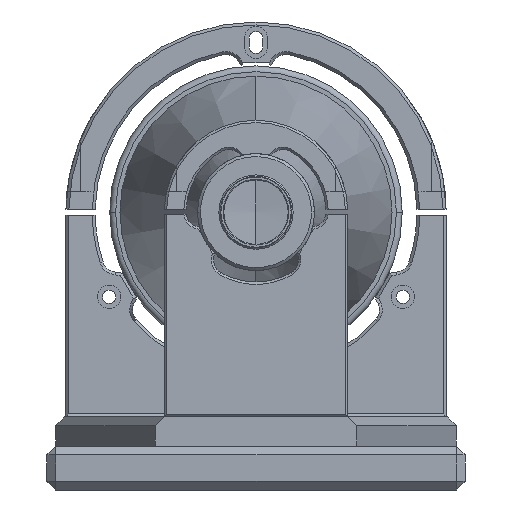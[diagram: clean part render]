
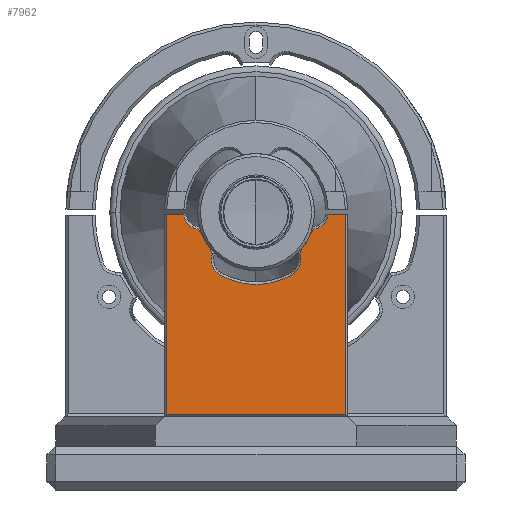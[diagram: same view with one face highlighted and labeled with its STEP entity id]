
A CAD part, left-side view. The second image highlights one B-rep face of the part: STEP entity #7962.
In plain terms, the highlighted planar face has unit normal (-1, 0, 0).
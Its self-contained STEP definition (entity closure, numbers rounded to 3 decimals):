
#155 = DIRECTION ( 'NONE',  ( 0., -1., 0. ) ) ;
#291 = EDGE_CURVE ( 'NONE', #7609, #26908, #32751, .T. ) ;
#392 = EDGE_CURVE ( 'NONE', #26908, #11609, #18868, .T. ) ;
#435 = FACE_OUTER_BOUND ( 'NONE', #35548, .T. ) ;
#506 = EDGE_CURVE ( 'NONE', #19402, #14810, #14088, .T. ) ;
#559 = EDGE_CURVE ( 'NONE', #14810, #15162, #7004, .T. ) ;
#619 = VECTOR ( 'NONE', #9621, 1000. ) ;
#634 = CARTESIAN_POINT ( 'NONE',  ( -388.5, 65.904, 94.25 ) ) ;
#717 = EDGE_CURVE ( 'NONE', #15162, #32102, #14936, .T. ) ;
#757 = EDGE_CURVE ( 'NONE', #6608, #11041, #1077, .T. ) ;
#917 = EDGE_CURVE ( 'NONE', #32102, #6608, #26330, .T. ) ;
#1077 = CIRCLE ( 'NONE', #12288, 5.8 ) ;
#1252 = ORIENTED_EDGE ( 'NONE', *, *, #15045, .T. ) ;
#1346 = CIRCLE ( 'NONE', #16136, 5.8 ) ;
#1914 = LINE ( 'NONE', #26218, #30474 ) ;
#2081 = EDGE_CURVE ( 'NONE', #26337, #11041, #29931, .T. ) ;
#2144 = EDGE_CURVE ( 'NONE', #26337, #15893, #13095, .T. ) ;
#2185 = EDGE_CURVE ( 'NONE', #7609, #29830, #1914, .T. ) ;
#2419 = ORIENTED_EDGE ( 'NONE', *, *, #24135, .T. ) ;
#2875 = CARTESIAN_POINT ( 'NONE',  ( -388.5, 24.663, 94.25 ) ) ;
#3224 = VECTOR ( 'NONE', #29631, 1000. ) ;
#3787 = CARTESIAN_POINT ( 'NONE',  ( -388.5, -30.6, 95. ) ) ;
#4009 = VECTOR ( 'NONE', #155, 1000. ) ;
#4642 = ORIENTED_EDGE ( 'NONE', *, *, #291, .T. ) ;
#5107 = VECTOR ( 'NONE', #8144, 1000. ) ;
#6036 = ORIENTED_EDGE ( 'NONE', *, *, #917, .T. ) ;
#6608 = VERTEX_POINT ( 'NONE', #32849 ) ;
#7004 = CIRCLE ( 'NONE', #12829, 24.7 ) ;
#7609 = VERTEX_POINT ( 'NONE', #18460 ) ;
#7962 = ADVANCED_FACE ( 'NONE', ( #435 ), #12378, .T. ) ;
#8144 = DIRECTION ( 'NONE',  ( 0., 0.5, 0.866 ) ) ;
#8181 = CARTESIAN_POINT ( 'NONE',  ( -388.5, 17.234, 85.05 ) ) ;
#8225 = CARTESIAN_POINT ( 'NONE',  ( -388.5, -17.234, 85.05 ) ) ;
#8283 = DIRECTION ( 'NONE',  ( 0., 0.5, -0.866 ) ) ;
#8721 = EDGE_CURVE ( 'NONE', #34191, #29830, #30122, .T. ) ;
#9621 = DIRECTION ( 'NONE',  ( 0., 0., 1. ) ) ;
#10032 = DIRECTION ( 'NONE',  ( 1., 0., 0. ) ) ;
#10605 = CARTESIAN_POINT ( 'NONE',  ( -388.5, -19.598, 89.144 ) ) ;
#10961 = ORIENTED_EDGE ( 'NONE', *, *, #506, .T. ) ;
#11041 = VERTEX_POINT ( 'NONE', #2875 ) ;
#11414 = CARTESIAN_POINT ( 'NONE',  ( -388.5, 14.87, 80.956 ) ) ;
#11489 = VECTOR ( 'NONE', #8283, 1000. ) ;
#11609 = VERTEX_POINT ( 'NONE', #32639 ) ;
#11890 = DIRECTION ( 'NONE',  ( 0., -1., 0. ) ) ;
#11962 = DIRECTION ( 'NONE',  ( -1., 0., 0. ) ) ;
#12004 = CARTESIAN_POINT ( 'NONE',  ( -388.5, 0., 95. ) ) ;
#12288 = AXIS2_PLACEMENT_3D ( 'NONE', #19217, #19146, #19063 ) ;
#12378 = PLANE ( 'NONE',  #19677 ) ;
#12553 = AXIS2_PLACEMENT_3D ( 'NONE', #22843, #22677, #22559 ) ;
#12829 = AXIS2_PLACEMENT_3D ( 'NONE', #26917, #17474, #26800 ) ;
#13095 = LINE ( 'NONE', #31360, #19561 ) ;
#13159 = AXIS2_PLACEMENT_3D ( 'NONE', #29824, #29707, #29602 ) ;
#13568 = ORIENTED_EDGE ( 'NONE', *, *, #757, .T. ) ;
#13960 = AXIS2_PLACEMENT_3D ( 'NONE', #22911, #22798, #23728 ) ;
#14088 = CIRCLE ( 'NONE', #13159, 5.8 ) ;
#14472 = ORIENTED_EDGE ( 'NONE', *, *, #2081, .F. ) ;
#14810 = VERTEX_POINT ( 'NONE', #31521 ) ;
#14936 = CIRCLE ( 'NONE', #12553, 5.8 ) ;
#15045 = EDGE_CURVE ( 'NONE', #15893, #34191, #25446, .T. ) ;
#15162 = VERTEX_POINT ( 'NONE', #22458 ) ;
#15893 = VERTEX_POINT ( 'NONE', #32558 ) ;
#16136 = AXIS2_PLACEMENT_3D ( 'NONE', #26412, #10032, #29108 ) ;
#17230 = ORIENTED_EDGE ( 'NONE', *, *, #8721, .T. ) ;
#17474 = DIRECTION ( 'NONE',  ( 1., 0., 0. ) ) ;
#18312 = ORIENTED_EDGE ( 'NONE', *, *, #559, .T. ) ;
#18460 = CARTESIAN_POINT ( 'NONE',  ( -388.5, -24.663, 94.25 ) ) ;
#18868 = LINE ( 'NONE', #8225, #11489 ) ;
#19063 = DIRECTION ( 'NONE',  ( 0., -1., 0. ) ) ;
#19146 = DIRECTION ( 'NONE',  ( 1., 0., 0. ) ) ;
#19217 = CARTESIAN_POINT ( 'NONE',  ( -388.5, 18.9, 94.902 ) ) ;
#19402 = VERTEX_POINT ( 'NONE', #25240 ) ;
#19561 = VECTOR ( 'NONE', #28772, 1000. ) ;
#19677 = AXIS2_PLACEMENT_3D ( 'NONE', #12004, #11962, #11890 ) ;
#21607 = CARTESIAN_POINT ( 'NONE',  ( -388.5, 0., 25.8 ) ) ;
#22458 = CARTESIAN_POINT ( 'NONE',  ( -388.5, 12.461, 73.673 ) ) ;
#22559 = DIRECTION ( 'NONE',  ( 0., -1., 0. ) ) ;
#22677 = DIRECTION ( 'NONE',  ( 1., 0., 0. ) ) ;
#22714 = ORIENTED_EDGE ( 'NONE', *, *, #2144, .T. ) ;
#22798 = DIRECTION ( 'NONE',  ( 1., 0., 0. ) ) ;
#22843 = CARTESIAN_POINT ( 'NONE',  ( -388.5, 9.535, 78.681 ) ) ;
#22911 = CARTESIAN_POINT ( 'NONE',  ( -388.5, -18.9, 94.902 ) ) ;
#23728 = DIRECTION ( 'NONE',  ( 0., -1., 0. ) ) ;
#24045 = CARTESIAN_POINT ( 'NONE',  ( -388.5, 30.6, 94.25 ) ) ;
#24135 = EDGE_CURVE ( 'NONE', #11609, #19402, #1346, .T. ) ;
#25240 = CARTESIAN_POINT ( 'NONE',  ( -388.5, -15.335, 78.681 ) ) ;
#25446 = LINE ( 'NONE', #21607, #3224 ) ;
#25553 = DIRECTION ( 'NONE',  ( 0., -1., 0. ) ) ;
#26218 = CARTESIAN_POINT ( 'NONE',  ( -388.5, 65.904, 94.25 ) ) ;
#26330 = LINE ( 'NONE', #8181, #5107 ) ;
#26337 = VERTEX_POINT ( 'NONE', #24045 ) ;
#26349 = ORIENTED_EDGE ( 'NONE', *, *, #717, .T. ) ;
#26412 = CARTESIAN_POINT ( 'NONE',  ( -388.5, -9.535, 78.681 ) ) ;
#26800 = DIRECTION ( 'NONE',  ( 0., -1., 0. ) ) ;
#26908 = VERTEX_POINT ( 'NONE', #10605 ) ;
#26917 = CARTESIAN_POINT ( 'NONE',  ( -388.5, 0., 95. ) ) ;
#28772 = DIRECTION ( 'NONE',  ( 0., 0., -1. ) ) ;
#29108 = DIRECTION ( 'NONE',  ( 0., -1., 0. ) ) ;
#29602 = DIRECTION ( 'NONE',  ( 0., -1., 0. ) ) ;
#29631 = DIRECTION ( 'NONE',  ( 0., -1., 0. ) ) ;
#29707 = DIRECTION ( 'NONE',  ( 1., 0., 0. ) ) ;
#29824 = CARTESIAN_POINT ( 'NONE',  ( -388.5, -9.535, 78.681 ) ) ;
#29830 = VERTEX_POINT ( 'NONE', #34002 ) ;
#29931 = LINE ( 'NONE', #634, #4009 ) ;
#30117 = ORIENTED_EDGE ( 'NONE', *, *, #392, .T. ) ;
#30122 = LINE ( 'NONE', #3787, #619 ) ;
#30474 = VECTOR ( 'NONE', #25553, 1000. ) ;
#31360 = CARTESIAN_POINT ( 'NONE',  ( -388.5, 30.6, 25. ) ) ;
#31521 = CARTESIAN_POINT ( 'NONE',  ( -388.5, -12.461, 73.673 ) ) ;
#32102 = VERTEX_POINT ( 'NONE', #11414 ) ;
#32200 = ORIENTED_EDGE ( 'NONE', *, *, #2185, .F. ) ;
#32558 = CARTESIAN_POINT ( 'NONE',  ( -388.5, 30.6, 25.8 ) ) ;
#32639 = CARTESIAN_POINT ( 'NONE',  ( -388.5, -14.87, 80.956 ) ) ;
#32751 = CIRCLE ( 'NONE', #13960, 5.8 ) ;
#32849 = CARTESIAN_POINT ( 'NONE',  ( -388.5, 19.598, 89.144 ) ) ;
#34002 = CARTESIAN_POINT ( 'NONE',  ( -388.5, -30.6, 94.25 ) ) ;
#34109 = CARTESIAN_POINT ( 'NONE',  ( -388.5, -30.6, 25.8 ) ) ;
#34191 = VERTEX_POINT ( 'NONE', #34109 ) ;
#35548 = EDGE_LOOP ( 'NONE', ( #22714, #1252, #17230, #32200, #4642, #30117, #2419, #10961, #18312, #26349, #6036, #13568, #14472 ) ) ;
